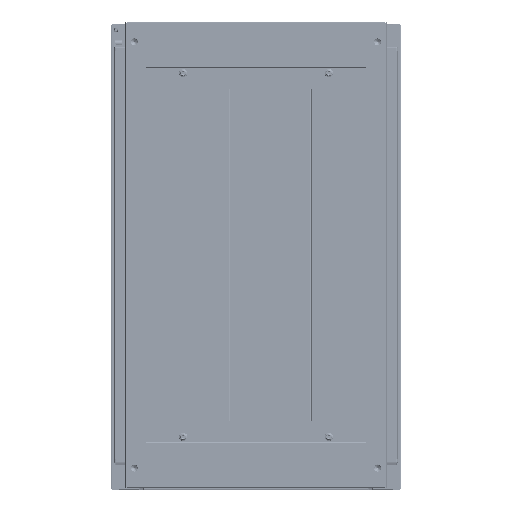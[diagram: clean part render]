
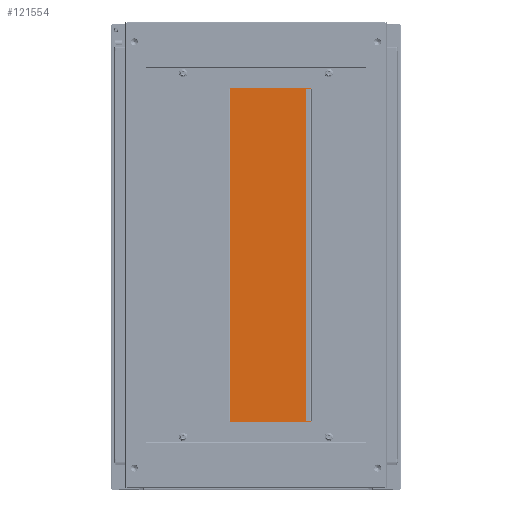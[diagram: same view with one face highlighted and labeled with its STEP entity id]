
A CAD part, top view. The second image highlights one B-rep face of the part: STEP entity #121554.
In plain terms, the highlighted face is planar.
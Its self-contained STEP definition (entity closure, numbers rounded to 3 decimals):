
#1944 = CARTESIAN_POINT ( 'NONE',  ( -300., -74., 1.5 ) ) ;
#1949 = PLANE ( 'NONE',  #41992 ) ;
#1954 = DIRECTION ( 'NONE',  ( 0., 0., 1. ) ) ;
#1955 = DIRECTION ( 'NONE',  ( 1., 0., 0. ) ) ;
#6686 = CARTESIAN_POINT ( 'NONE',  ( 300., -74., 1.5 ) ) ;
#6696 = CARTESIAN_POINT ( 'NONE',  ( 285., -74., 1.5 ) ) ;
#6722 = CARTESIAN_POINT ( 'NONE',  ( -285., -72.99, 1.5 ) ) ;
#6723 = CARTESIAN_POINT ( 'NONE',  ( 285., -72.99, 1.5 ) ) ;
#8394 = VERTEX_POINT ( 'NONE', #55283 ) ;
#8397 = VERTEX_POINT ( 'NONE', #55288 ) ;
#8402 = VERTEX_POINT ( 'NONE', #55296 ) ;
#8407 = VERTEX_POINT ( 'NONE', #55305 ) ;
#18304 = EDGE_LOOP ( 'NONE', ( #37543, #37545, #37547, #37549, #37551, #37553, #37554, #37556 ) ) ;
#37543 = ORIENTED_EDGE ( 'NONE', *, *, #127959, .F. ) ;
#37545 = ORIENTED_EDGE ( 'NONE', *, *, #127955, .T. ) ;
#37547 = ORIENTED_EDGE ( 'NONE', *, *, #127952, .T. ) ;
#37549 = ORIENTED_EDGE ( 'NONE', *, *, #127963, .T. ) ;
#37551 = ORIENTED_EDGE ( 'NONE', *, *, #127943, .T. ) ;
#37553 = ORIENTED_EDGE ( 'NONE', *, *, #127949, .T. ) ;
#37554 = ORIENTED_EDGE ( 'NONE', *, *, #127966, .T. ) ;
#37556 = ORIENTED_EDGE ( 'NONE', *, *, #127969, .F. ) ;
#41992 = AXIS2_PLACEMENT_3D ( 'NONE', #1944, #1954, #1955 ) ;
#55283 = CARTESIAN_POINT ( 'NONE',  ( -285., -74., 1.5 ) ) ;
#55288 = CARTESIAN_POINT ( 'NONE',  ( -300., -74., 1.5 ) ) ;
#55296 = CARTESIAN_POINT ( 'NONE',  ( -300., 74., 1.5 ) ) ;
#55305 = CARTESIAN_POINT ( 'NONE',  ( 300., 74., 1.5 ) ) ;
#58633 = FACE_OUTER_BOUND ( 'NONE', #18304, .T. ) ;
#114694 = VERTEX_POINT ( 'NONE', #6686 ) ;
#114704 = VERTEX_POINT ( 'NONE', #6696 ) ;
#114730 = VERTEX_POINT ( 'NONE', #6722 ) ;
#114731 = VERTEX_POINT ( 'NONE', #6723 ) ;
#118609 = CARTESIAN_POINT ( 'NONE',  ( -300., 74., 1.5 ) ) ;
#118610 = DIRECTION ( 'NONE',  ( -1., 0., 0. ) ) ;
#118612 = CARTESIAN_POINT ( 'NONE',  ( -300., 74., 1.5 ) ) ;
#118613 = DIRECTION ( 'NONE',  ( 0., -1., 0. ) ) ;
#118614 = CARTESIAN_POINT ( 'NONE',  ( -300., -74., 1.5 ) ) ;
#118615 = DIRECTION ( 'NONE',  ( 1., 0., 0. ) ) ;
#118616 = CARTESIAN_POINT ( 'NONE',  ( 285., -73., 1.5 ) ) ;
#118617 = CARTESIAN_POINT ( 'NONE',  ( -300., -74., 1.5 ) ) ;
#118618 = DIRECTION ( 'NONE',  ( 0., -1., 0. ) ) ;
#118619 = CARTESIAN_POINT ( 'NONE',  ( 285., -72.99, 1.5 ) ) ;
#118620 = DIRECTION ( 'NONE',  ( -1., 0., 0. ) ) ;
#118622 = CARTESIAN_POINT ( 'NONE',  ( 300., 74., 1.5 ) ) ;
#118623 = DIRECTION ( 'NONE',  ( 0., 1., 0. ) ) ;
#118624 = DIRECTION ( 'NONE',  ( 1., 0., 0. ) ) ;
#118625 = CARTESIAN_POINT ( 'NONE',  ( -285., -73., 1.5 ) ) ;
#118627 = DIRECTION ( 'NONE',  ( 0., -1., 0. ) ) ;
#121554 = ADVANCED_FACE ( 'NONE', ( #58633 ), #1949, .T. ) ;
#122027 = VECTOR ( 'NONE', #118610, 1000. ) ;
#122029 = LINE ( 'NONE', #118612, #122041 ) ;
#122033 = LINE ( 'NONE', #118609, #122027 ) ;
#122038 = LINE ( 'NONE', #118616, #122048 ) ;
#122040 = LINE ( 'NONE', #118614, #122045 ) ;
#122041 = VECTOR ( 'NONE', #118613, 1000. ) ;
#122043 = LINE ( 'NONE', #118619, #122052 ) ;
#122045 = VECTOR ( 'NONE', #118615, 1000. ) ;
#122047 = VECTOR ( 'NONE', #118623, 1000. ) ;
#122048 = VECTOR ( 'NONE', #118618, 1000. ) ;
#122050 = LINE ( 'NONE', #118622, #122047 ) ;
#122052 = VECTOR ( 'NONE', #118620, 1000. ) ;
#122054 = LINE ( 'NONE', #118617, #122059 ) ;
#122057 = LINE ( 'NONE', #118625, #122062 ) ;
#122059 = VECTOR ( 'NONE', #118624, 1000. ) ;
#122062 = VECTOR ( 'NONE', #118627, 1000. ) ;
#127943 = EDGE_CURVE ( 'NONE', #8407, #8402, #122033, .T. ) ;
#127949 = EDGE_CURVE ( 'NONE', #8402, #8397, #122029, .T. ) ;
#127952 = EDGE_CURVE ( 'NONE', #114704, #114694, #122040, .T. ) ;
#127955 = EDGE_CURVE ( 'NONE', #114731, #114704, #122038, .T. ) ;
#127959 = EDGE_CURVE ( 'NONE', #114731, #114730, #122043, .T. ) ;
#127963 = EDGE_CURVE ( 'NONE', #114694, #8407, #122050, .T. ) ;
#127966 = EDGE_CURVE ( 'NONE', #8397, #8394, #122054, .T. ) ;
#127969 = EDGE_CURVE ( 'NONE', #114730, #8394, #122057, .T. ) ;
